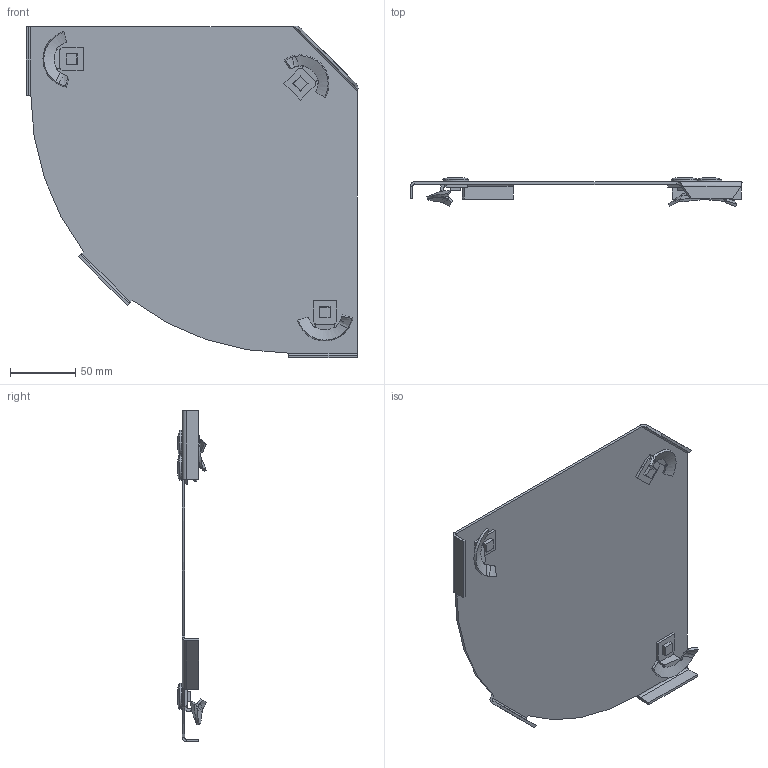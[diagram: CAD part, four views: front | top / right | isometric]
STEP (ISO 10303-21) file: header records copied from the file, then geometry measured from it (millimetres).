
FILE_DESCRIPTION (( 'STEP AP214' ), '1' );
FILE_NAME ('6049374.stp', '2021-02-25T07:14:42', ( '' ), ( '' ), 'SwSTEP 2.0', 'SolidWorks 2020', '' );
FILE_SCHEMA (( 'AUTOMOTIVE_DESIGN' ));
Length unit declared in the file: millimetre
Products named in the file (5): 104603_T=0,6 glatt Quaratloch; 153791_Standard; 099600_Standard; 6049374; 109905_quadratisch
Assembly tree (10 placements, depth 2):
  6049374
    109905_quadratisch  x3
    099600_Standard  x3
    153791_Standard
    104603_T=0,6 glatt Quaratloch  x3
Bounding box: 255.17 x 21.96 x 255.08 mm (x, y, z)
Volume: 120791.8 mm3; surface area: 123704.9 mm2
Topology: 10 solids, 10 shells, 304 faces, 784 edges, 506 vertices
Faces by surface type: plane 151, bspline 86, cylinder 40, cone 21, torus 6
Full cylindrical faces by diameter (mm): 15.5 x3, 16.5 x3
Entity records: 5815 total; most frequent: CARTESIAN_POINT 2706, ORIENTED_EDGE 648, DIRECTION 496, EDGE_CURVE 324, VERTEX_POINT 209, AXIS2_PLACEMENT_3D 171, EDGE_LOOP 155, LINE 154
